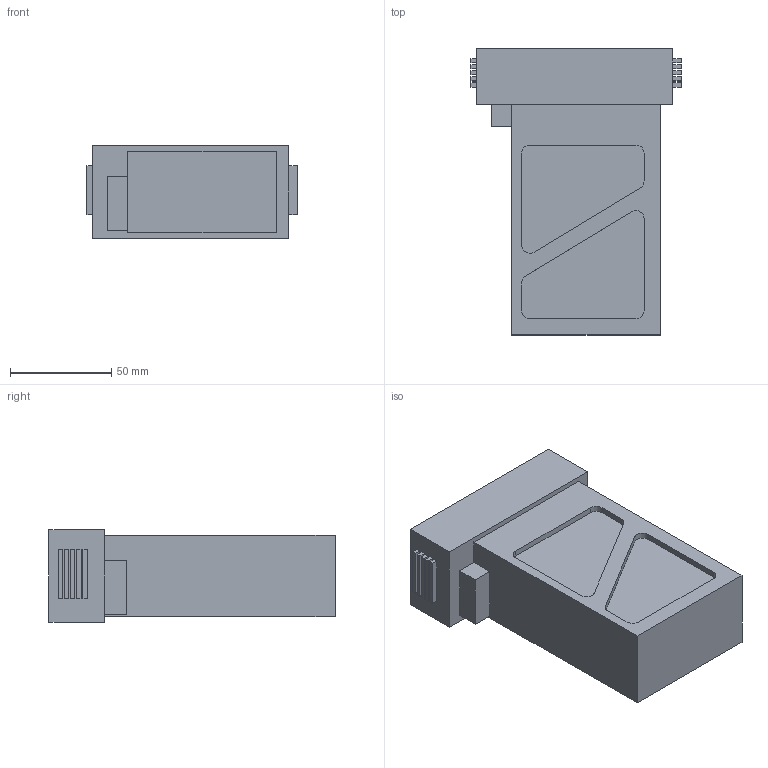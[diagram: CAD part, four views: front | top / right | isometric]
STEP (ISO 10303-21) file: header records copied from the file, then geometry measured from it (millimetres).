
FILE_DESCRIPTION (( 'STEP AP214' ), '1' );
FILE_NAME ('萇喀.STEP', '2023-06-30T04:41:34', ( '' ), ( '' ), 'SwSTEP 2.0', 'SolidWorks 2021', '' );
FILE_SCHEMA (( 'AUTOMOTIVE_DESIGN' ));
Length unit declared in the file: millimetre
Products named in the file (1): 萇喀
Bounding box: 104 x 141.62 x 45.7 mm (x, y, z)
Volume: 438807.1 mm3; surface area: 47164.4 mm2
Topology: 1 solids, 1 shells, 101 faces, 252 edges, 168 vertices
Faces by surface type: plane 85, cylinder 16
Entity records: 3012 total; most frequent: CARTESIAN_POINT 522, ORIENTED_EDGE 504, DIRECTION 488, EDGE_CURVE 252, LINE 220, VECTOR 220, VERTEX_POINT 168, AXIS2_PLACEMENT_3D 134
